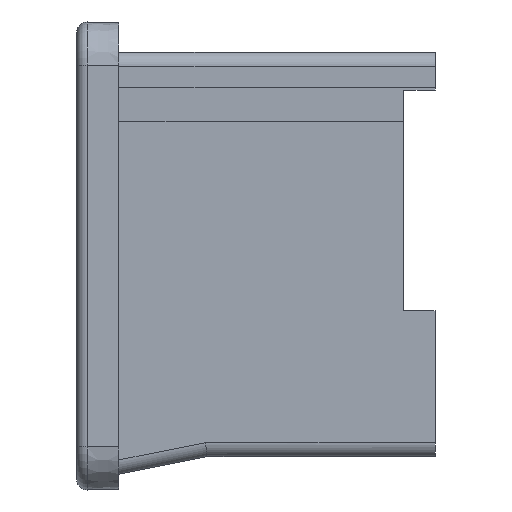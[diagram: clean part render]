
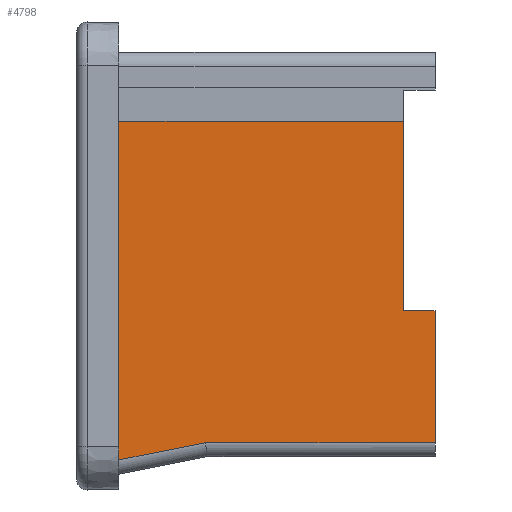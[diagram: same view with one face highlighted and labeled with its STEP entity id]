
A CAD part, left-side view. The second image highlights one B-rep face of the part: STEP entity #4798.
In plain terms, the highlighted planar face has unit normal (-1, 0, 0).
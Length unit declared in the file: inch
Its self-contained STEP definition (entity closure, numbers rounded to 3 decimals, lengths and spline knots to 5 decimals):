
#469=LINE('',#7267,#1095);
#476=LINE('',#7290,#1102);
#564=LINE('',#7484,#1190);
#568=LINE('',#7496,#1194);
#574=LINE('',#7508,#1200);
#583=LINE('',#7532,#1209);
#626=LINE('',#7626,#1252);
#627=LINE('',#7628,#1253);
#1095=VECTOR('',#5893,0.00207);
#1102=VECTOR('',#5902,0.04293);
#1190=VECTOR('',#6096,0.32603);
#1194=VECTOR('',#6106,0.26903);
#1200=VECTOR('',#6116,0.12541);
#1209=VECTOR('',#6141,0.187);
#1252=VECTOR('',#6238,0.404);
#1253=VECTOR('',#6241,0.48063);
#1494=PLANE('',#5110);
#1732=FACE_OUTER_BOUND('',#1982,.T.);
#1982=EDGE_LOOP('',(#4401,#4402,#4403,#4404,#4405,#4406,#4407,#4408));
#2381=VERTEX_POINT('',#7264);
#2382=VERTEX_POINT('',#7266);
#2389=VERTEX_POINT('',#7288);
#2441=VERTEX_POINT('',#7482);
#2442=VERTEX_POINT('',#7483);
#2447=VERTEX_POINT('',#7494);
#2451=VERTEX_POINT('',#7507);
#2482=VERTEX_POINT('',#7624);
#2960=EDGE_CURVE('',#2382,#2381,#469,.T.);
#2969=EDGE_CURVE('',#2381,#2389,#476,.T.);
#3071=EDGE_CURVE('',#2441,#2442,#564,.T.);
#3077=EDGE_CURVE('',#2389,#2447,#568,.T.);
#3083=EDGE_CURVE('',#2451,#2441,#574,.T.);
#3096=EDGE_CURVE('',#2442,#2382,#583,.T.);
#3143=EDGE_CURVE('',#2447,#2482,#626,.T.);
#3144=EDGE_CURVE('',#2482,#2451,#627,.T.);
#4401=ORIENTED_EDGE('',*,*,#3077,.T.);
#4402=ORIENTED_EDGE('',*,*,#3143,.T.);
#4403=ORIENTED_EDGE('',*,*,#3144,.T.);
#4404=ORIENTED_EDGE('',*,*,#3083,.T.);
#4405=ORIENTED_EDGE('',*,*,#3071,.T.);
#4406=ORIENTED_EDGE('',*,*,#3096,.T.);
#4407=ORIENTED_EDGE('',*,*,#2960,.T.);
#4408=ORIENTED_EDGE('',*,*,#2969,.T.);
#4798=ADVANCED_FACE('',(#1732),#1494,.T.);
#5110=AXIS2_PLACEMENT_3D('',#7627,#6239,#6240);
#5893=DIRECTION('',(0.,1.,-0.009));
#5902=DIRECTION('',(0.,1.,0.));
#6096=DIRECTION('',(0.,-1.,0.));
#6106=DIRECTION('',(0.,0.,1.));
#6116=DIRECTION('',(0.,-0.981,0.196));
#6141=DIRECTION('',(0.,0.,1.));
#6238=DIRECTION('',(0.,1.,0.));
#6239=DIRECTION('center_axis',(-1.,0.,0.));
#6240=DIRECTION('ref_axis',(0.,0.,1.));
#6241=DIRECTION('',(0.,0.,-1.));
#7264=CARTESIAN_POINT('',(-1.12482,-0.50693,-0.07768));
#7266=CARTESIAN_POINT('',(-1.12482,-0.509,-0.07766));
#7267=CARTESIAN_POINT('',(-1.12482,-0.509,-0.07766));
#7288=CARTESIAN_POINT('',(-1.12482,-0.464,-0.07768));
#7290=CARTESIAN_POINT('',(-1.12482,-0.50693,-0.07768));
#7482=CARTESIAN_POINT('',(-1.12482,-0.18297,-0.26466));
#7483=CARTESIAN_POINT('',(-1.12482,-0.509,-0.26466));
#7484=CARTESIAN_POINT('',(-1.12482,-0.18297,-0.26466));
#7494=CARTESIAN_POINT('',(-1.12482,-0.464,0.19135));
#7496=CARTESIAN_POINT('',(-1.12482,-0.464,-0.07768));
#7507=CARTESIAN_POINT('',(-1.12482,-0.06,-0.28928));
#7508=CARTESIAN_POINT('',(-1.12482,-0.06,-0.28928));
#7532=CARTESIAN_POINT('',(-1.12482,-0.509,-0.26466));
#7624=CARTESIAN_POINT('',(-1.12482,-0.06,0.19135));
#7626=CARTESIAN_POINT('',(-1.12482,-0.464,0.19135));
#7627=CARTESIAN_POINT('Origin',(-1.12482,-0.769,-0.17466));
#7628=CARTESIAN_POINT('',(-1.12482,-0.06,0.19135));
